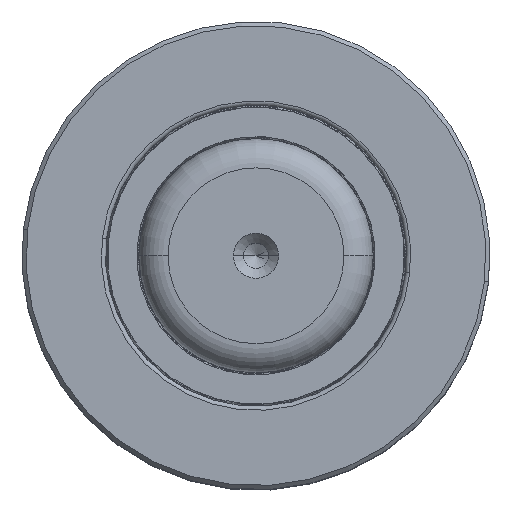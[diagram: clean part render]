
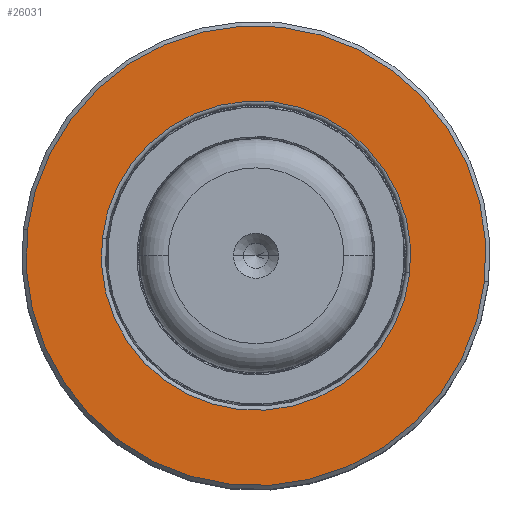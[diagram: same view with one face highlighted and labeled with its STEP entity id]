
A CAD part, top view. The second image highlights one B-rep face of the part: STEP entity #26031.
In plain terms, the highlighted face is planar.
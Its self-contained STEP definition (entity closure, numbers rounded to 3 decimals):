
#399 = EDGE_LOOP ( 'NONE', ( #21815, #3455 ) ) ;
#577 = CARTESIAN_POINT ( 'NONE',  ( 0., 33.687, 0. ) ) ;
#993 = CIRCLE ( 'NONE', #7689, 27.5 ) ;
#3455 = ORIENTED_EDGE ( 'NONE', *, *, #20322, .T. ) ;
#4429 = EDGE_CURVE ( 'NONE', #48985, #30051, #42649, .T. ) ;
#4469 = DIRECTION ( 'NONE',  ( 0., 0., -1. ) ) ;
#6595 = DIRECTION ( 'NONE',  ( 0., 1., 0. ) ) ;
#7483 = DIRECTION ( 'NONE',  ( 0., -1., 0. ) ) ;
#7689 = AXIS2_PLACEMENT_3D ( 'NONE', #40227, #7483, #12210 ) ;
#9738 = VERTEX_POINT ( 'NONE', #49225 ) ;
#12210 = DIRECTION ( 'NONE',  ( 0., 0., -1. ) ) ;
#12760 = EDGE_LOOP ( 'NONE', ( #33400, #32078 ) ) ;
#14900 = CARTESIAN_POINT ( 'NONE',  ( 27.5, 33.687, 0. ) ) ;
#15545 = CARTESIAN_POINT ( 'NONE',  ( 0., 33.687, 0. ) ) ;
#15802 = AXIS2_PLACEMENT_3D ( 'NONE', #14900, #6595, #43250 ) ;
#17081 = CIRCLE ( 'NONE', #17444, 18.5 ) ;
#17444 = AXIS2_PLACEMENT_3D ( 'NONE', #21274, #29211, #21093 ) ;
#20322 = EDGE_CURVE ( 'NONE', #30051, #48985, #17081, .T. ) ;
#21093 = DIRECTION ( 'NONE',  ( 0., 0., -1. ) ) ;
#21274 = CARTESIAN_POINT ( 'NONE',  ( 0., 33.687, 0. ) ) ;
#21815 = ORIENTED_EDGE ( 'NONE', *, *, #4429, .T. ) ;
#22942 = CARTESIAN_POINT ( 'NONE',  ( 0., 33.687, 18.5 ) ) ;
#25349 = AXIS2_PLACEMENT_3D ( 'NONE', #577, #28660, #4469 ) ;
#26031 = ADVANCED_FACE ( 'NONE', ( #31504, #30217 ), #35475, .T. ) ;
#27123 = EDGE_CURVE ( 'NONE', #27378, #9738, #993, .T. ) ;
#27378 = VERTEX_POINT ( 'NONE', #30228 ) ;
#28660 = DIRECTION ( 'NONE',  ( 0., -1., 0. ) ) ;
#29211 = DIRECTION ( 'NONE',  ( 0., -1., 0. ) ) ;
#30051 = VERTEX_POINT ( 'NONE', #22942 ) ;
#30217 = FACE_OUTER_BOUND ( 'NONE', #12760, .T. ) ;
#30228 = CARTESIAN_POINT ( 'NONE',  ( 0., 33.687, -27.5 ) ) ;
#31504 = FACE_BOUND ( 'NONE', #399, .T. ) ;
#32078 = ORIENTED_EDGE ( 'NONE', *, *, #47633, .F. ) ;
#33400 = ORIENTED_EDGE ( 'NONE', *, *, #27123, .F. ) ;
#35475 = PLANE ( 'NONE',  #15802 ) ;
#36608 = AXIS2_PLACEMENT_3D ( 'NONE', #15545, #39473, #47958 ) ;
#39473 = DIRECTION ( 'NONE',  ( 0., -1., 0. ) ) ;
#40227 = CARTESIAN_POINT ( 'NONE',  ( 0., 33.687, 0. ) ) ;
#40271 = CIRCLE ( 'NONE', #36608, 27.5 ) ;
#42649 = CIRCLE ( 'NONE', #25349, 18.5 ) ;
#43250 = DIRECTION ( 'NONE',  ( 0., 0., 1. ) ) ;
#47633 = EDGE_CURVE ( 'NONE', #9738, #27378, #40271, .T. ) ;
#47958 = DIRECTION ( 'NONE',  ( 0., 0., -1. ) ) ;
#48985 = VERTEX_POINT ( 'NONE', #51227 ) ;
#49225 = CARTESIAN_POINT ( 'NONE',  ( 0., 33.687, 27.5 ) ) ;
#51227 = CARTESIAN_POINT ( 'NONE',  ( 0., 33.687, -18.5 ) ) ;
